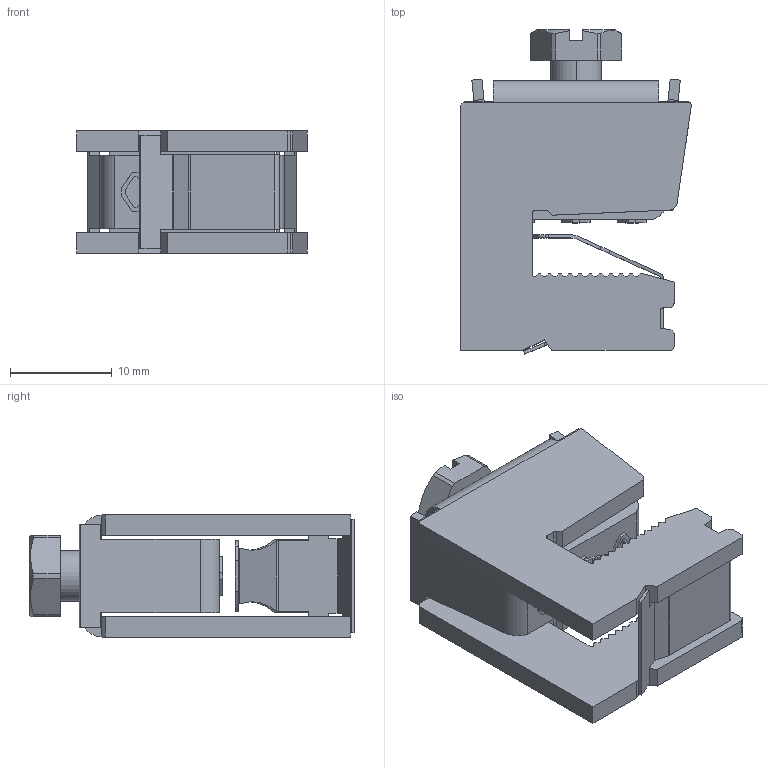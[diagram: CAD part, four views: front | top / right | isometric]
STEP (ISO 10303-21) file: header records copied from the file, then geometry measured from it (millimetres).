
FILE_DESCRIPTION (( 'STEP AP203' ), '1' );
FILE_NAME ('SK16 F5 ,16 mm2 Bakýr Bara Klemensi.STEP', '2019-04-03T07:15:00', ( '' ), ( '' ), 'SwSTEP 2.0', 'SolidWorks 2011', '' );
FILE_SCHEMA (( 'CONFIG_CONTROL_DESIGN' ));
Length unit declared in the file: millimetre
Products named in the file (1): SK16 F5 ,16 mm2 Bakýr Bara Klemensi
Bounding box: 22.7 x 31.86 x 12 mm (x, y, z)
Volume: 3919.2 mm3; surface area: 4258.2 mm2
Topology: 1 solids, 1 shells, 323 faces, 929 edges, 616 vertices
Faces by surface type: plane 210, cylinder 97, bspline 14, cone 2
Entity records: 10756 total; most frequent: CARTESIAN_POINT 2173, ORIENTED_EDGE 1858, DIRECTION 1683, EDGE_CURVE 929, LINE 695, VECTOR 695, VERTEX_POINT 616, AXIS2_PLACEMENT_3D 494
